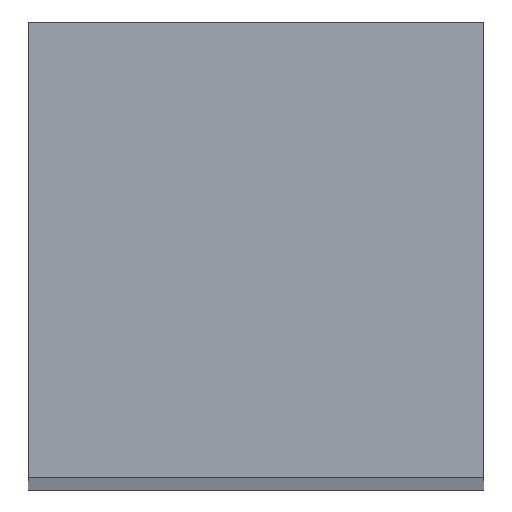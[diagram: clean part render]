
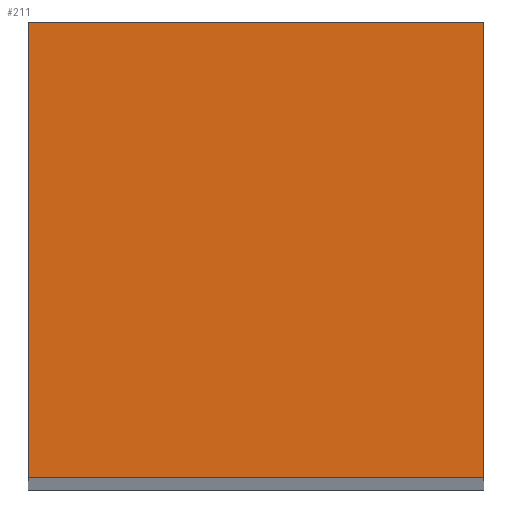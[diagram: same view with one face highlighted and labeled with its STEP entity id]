
A CAD part, top view. The second image highlights one B-rep face of the part: STEP entity #211.
In plain terms, the highlighted planar face has unit normal (0, 0, 1).
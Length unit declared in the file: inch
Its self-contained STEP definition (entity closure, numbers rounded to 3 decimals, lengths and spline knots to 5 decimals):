
#9 = VERTEX_POINT ( 'NONE', #189 ) ;
#12 = VECTOR ( 'NONE', #122, 39.37008 ) ;
#16 = DIRECTION ( 'NONE',  ( -1., 0., 0. ) ) ;
#26 = VERTEX_POINT ( 'NONE', #207 ) ;
#30 = DIRECTION ( 'NONE',  ( -1., 0., 0. ) ) ;
#32 = VECTOR ( 'NONE', #193, 39.37008 ) ;
#41 = VERTEX_POINT ( 'NONE', #186 ) ;
#54 = LINE ( 'NONE', #98, #83 ) ;
#62 = ORIENTED_EDGE ( 'NONE', *, *, #162, .T. ) ;
#83 = VECTOR ( 'NONE', #16, 39.37008 ) ;
#86 = CARTESIAN_POINT ( 'NONE',  ( 0.4, -0.4, 12.7 ) ) ;
#93 = ORIENTED_EDGE ( 'NONE', *, *, #130, .T. ) ;
#98 = CARTESIAN_POINT ( 'NONE',  ( -0.4, 0.4, 12.7 ) ) ;
#108 = VECTOR ( 'NONE', #173, 39.37008 ) ;
#114 = EDGE_LOOP ( 'NONE', ( #62, #93, #190, #210 ) ) ;
#115 = VERTEX_POINT ( 'NONE', #138 ) ;
#122 = DIRECTION ( 'NONE',  ( 0., 1., 0. ) ) ;
#130 = EDGE_CURVE ( 'NONE', #41, #115, #54, .T. ) ;
#137 = LINE ( 'NONE', #160, #32 ) ;
#138 = CARTESIAN_POINT ( 'NONE',  ( -0.4, 0.4, 12.7 ) ) ;
#140 = CARTESIAN_POINT ( 'NONE',  ( -0.4, -0.4, 12.7 ) ) ;
#141 = AXIS2_PLACEMENT_3D ( 'NONE', #217, #143, #30 ) ;
#143 = DIRECTION ( 'NONE',  ( 0., 0., -1. ) ) ;
#158 = FACE_OUTER_BOUND ( 'NONE', #114, .T. ) ;
#160 = CARTESIAN_POINT ( 'NONE',  ( -0.4, -0.4, 12.7 ) ) ;
#162 = EDGE_CURVE ( 'NONE', #26, #41, #237, .T. ) ;
#165 = EDGE_CURVE ( 'NONE', #9, #26, #137, .T. ) ;
#172 = EDGE_CURVE ( 'NONE', #115, #9, #239, .T. ) ;
#173 = DIRECTION ( 'NONE',  ( 0., -1., 0. ) ) ;
#186 = CARTESIAN_POINT ( 'NONE',  ( 0.4, 0.4, 12.7 ) ) ;
#189 = CARTESIAN_POINT ( 'NONE',  ( -0.4, -0.4, 12.7 ) ) ;
#190 = ORIENTED_EDGE ( 'NONE', *, *, #172, .T. ) ;
#193 = DIRECTION ( 'NONE',  ( 1., 0., 0. ) ) ;
#207 = CARTESIAN_POINT ( 'NONE',  ( 0.4, -0.4, 12.7 ) ) ;
#210 = ORIENTED_EDGE ( 'NONE', *, *, #165, .T. ) ;
#211 = ADVANCED_FACE ( 'NONE', ( #158 ), #238, .F. ) ;
#217 = CARTESIAN_POINT ( 'NONE',  ( 0., 0., 12.7 ) ) ;
#237 = LINE ( 'NONE', #86, #12 ) ;
#238 = PLANE ( 'NONE',  #141 ) ;
#239 = LINE ( 'NONE', #140, #108 ) ;
